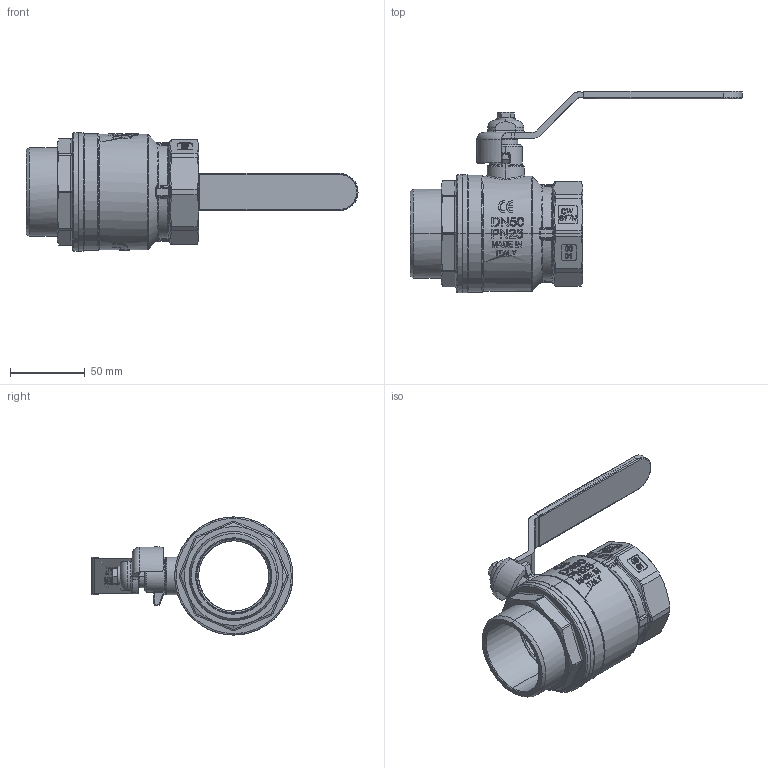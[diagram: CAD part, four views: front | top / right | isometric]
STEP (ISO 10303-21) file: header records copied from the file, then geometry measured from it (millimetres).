
FILE_DESCRIPTION (( 'STEP AP214' ), '1' );
FILE_NAME ('IT-VIENNA21709_R.STEP', '2018-09-24T08:42:38', ( '' ), ( '' ), 'SwSTEP 2.0', 'SolidWorks 2018', '' );
FILE_SCHEMA (( 'AUTOMOTIVE_DESIGN' ));
Length unit declared in the file: millimetre
Products named in the file (1): IT-VIENNA21709_R
Bounding box: 222 x 134.78 x 79 mm (x, y, z)
Surface area: 76606 mm2 (no closed solid volume)
Topology: 0 solids, 10 shells, 895 faces, 2364 edges, 1551 vertices
Faces by surface type: plane 368, cylinder 201, bspline 183, torus 74, cone 47, sphere 22
Entity records: 46831 total; most frequent: CARTESIAN_POINT 30152, ORIENTED_EDGE 4591, EDGE_CURVE 2340, B_SPLINE_CURVE_WITH_KNOTS 2287, VERTEX_POINT 1547, DIRECTION 1432, EDGE_LOOP 996, ADVANCED_FACE 894
